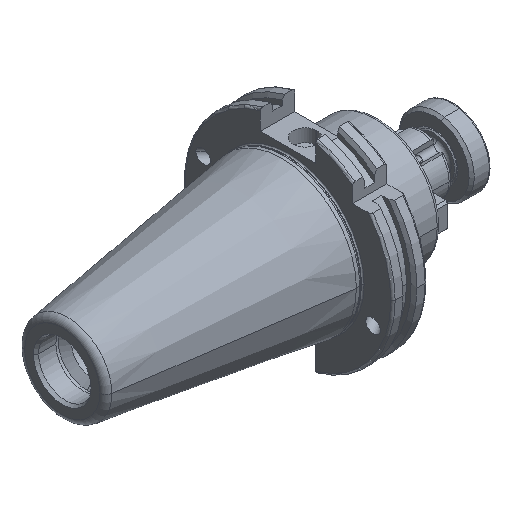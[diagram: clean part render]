
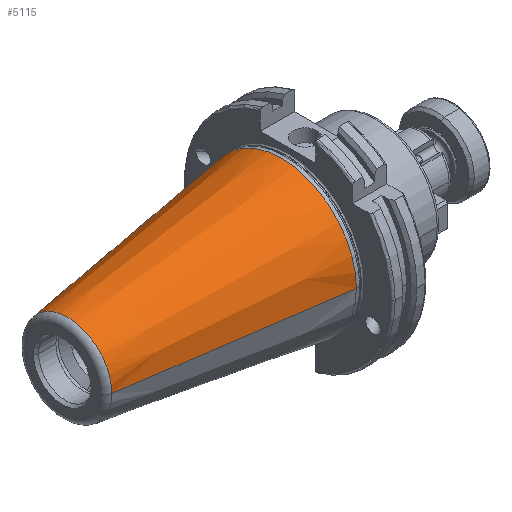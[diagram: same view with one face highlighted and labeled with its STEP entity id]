
A CAD part, isometric view. The second image highlights one B-rep face of the part: STEP entity #5115.
In plain terms, the highlighted conical face has half-angle 8.297 degrees and reference radius 34.925 mm.
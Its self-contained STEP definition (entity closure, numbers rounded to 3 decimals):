
#147 = DIRECTION ( 'NONE',  ( -1., 0., 0. ) ) ;
#510 = DIRECTION ( 'NONE',  ( -1., 0., 0. ) ) ;
#1099 = FACE_OUTER_BOUND ( 'NONE', #3266, .T. ) ;
#1185 = VERTEX_POINT ( 'NONE', #2170 ) ;
#1190 = CIRCLE ( 'NONE', #7857, 34.925 ) ;
#1714 = EDGE_CURVE ( 'NONE', #4415, #1185, #1190, .T. ) ;
#1843 = CARTESIAN_POINT ( 'NONE',  ( -99.183, 20.461, 0. ) ) ;
#1980 = CARTESIAN_POINT ( 'NONE',  ( -99.183, -20.461, 0. ) ) ;
#2170 = CARTESIAN_POINT ( 'NONE',  ( 0., 34.925, 0. ) ) ;
#2261 = VERTEX_POINT ( 'NONE', #1980 ) ;
#2509 = LINE ( 'NONE', #3457, #8261 ) ;
#2620 = DIRECTION ( 'NONE',  ( 1., 0., 0. ) ) ;
#2676 = CONICAL_SURFACE ( 'NONE', #6266, 34.925, 0.145 ) ;
#2699 = DIRECTION ( 'NONE',  ( 0.99, -0.144, 0. ) ) ;
#2978 = EDGE_CURVE ( 'NONE', #5097, #1185, #5070, .T. ) ;
#3266 = EDGE_LOOP ( 'NONE', ( #7243, #5107, #3553, #3562 ) ) ;
#3424 = DIRECTION ( 'NONE',  ( 0., 1., 0. ) ) ;
#3457 = CARTESIAN_POINT ( 'NONE',  ( 0., -34.925, 0. ) ) ;
#3553 = ORIENTED_EDGE ( 'NONE', *, *, #1714, .T. ) ;
#3562 = ORIENTED_EDGE ( 'NONE', *, *, #2978, .F. ) ;
#4208 = DIRECTION ( 'NONE',  ( 0.99, 0.144, 0. ) ) ;
#4415 = VERTEX_POINT ( 'NONE', #6317 ) ;
#4794 = CARTESIAN_POINT ( 'NONE',  ( -99.183, 0., 0. ) ) ;
#5070 = LINE ( 'NONE', #8896, #5330 ) ;
#5093 = AXIS2_PLACEMENT_3D ( 'NONE', #4794, #147, #5588 ) ;
#5097 = VERTEX_POINT ( 'NONE', #1843 ) ;
#5107 = ORIENTED_EDGE ( 'NONE', *, *, #8497, .T. ) ;
#5115 = ADVANCED_FACE ( 'NONE', ( #1099 ), #2676, .T. ) ;
#5165 = CARTESIAN_POINT ( 'NONE',  ( 0., 0., 0. ) ) ;
#5330 = VECTOR ( 'NONE', #4208, 1000. ) ;
#5588 = DIRECTION ( 'NONE',  ( 0., -1., 0. ) ) ;
#6266 = AXIS2_PLACEMENT_3D ( 'NONE', #8877, #2620, #3424 ) ;
#6317 = CARTESIAN_POINT ( 'NONE',  ( 0., -34.925, 0. ) ) ;
#6892 = EDGE_CURVE ( 'NONE', #2261, #5097, #9852, .T. ) ;
#7243 = ORIENTED_EDGE ( 'NONE', *, *, #6892, .F. ) ;
#7857 = AXIS2_PLACEMENT_3D ( 'NONE', #5165, #510, #8303 ) ;
#8261 = VECTOR ( 'NONE', #2699, 1000. ) ;
#8303 = DIRECTION ( 'NONE',  ( 0., -1., 0. ) ) ;
#8497 = EDGE_CURVE ( 'NONE', #2261, #4415, #2509, .T. ) ;
#8877 = CARTESIAN_POINT ( 'NONE',  ( 0., 0., 0. ) ) ;
#8896 = CARTESIAN_POINT ( 'NONE',  ( 0., 34.925, 0. ) ) ;
#9852 = CIRCLE ( 'NONE', #5093, 20.461 ) ;
